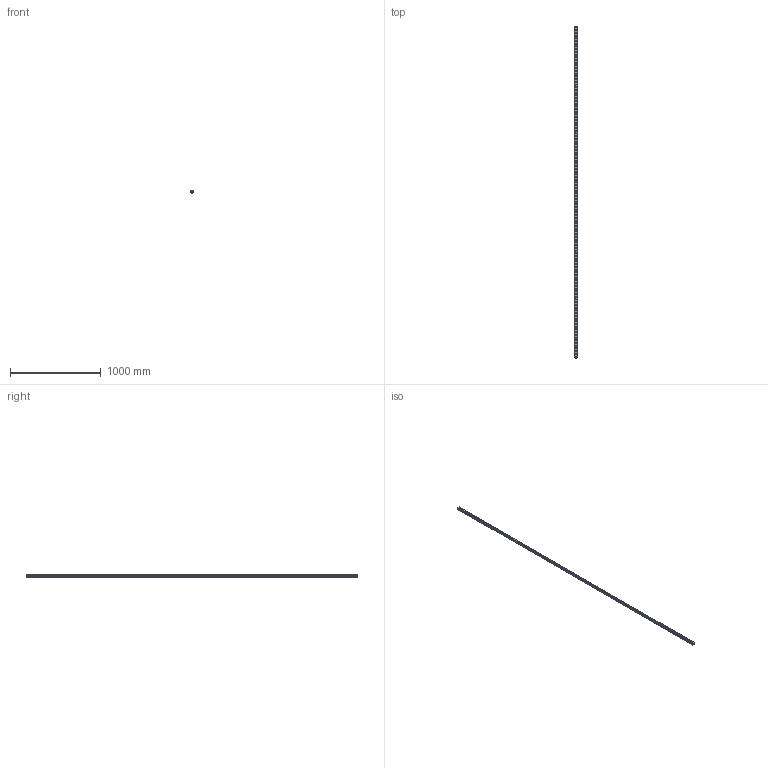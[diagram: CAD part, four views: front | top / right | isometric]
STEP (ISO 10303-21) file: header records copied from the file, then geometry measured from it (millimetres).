
FILE_DESCRIPTION(('STEP AP214'),'1');
FILE_NAME('cctmp_1D71CB70-482F-48C1-99F5-4C7D402BFA49_2021_03_11_08_47_53_0239..stp','2021-03-11T07:47:54',('HIWIN GmbH'),('CADClick - www.CADClick.com'),'Spatial InterOp 3D',' ','unknown authorization');
FILE_SCHEMA(('AUTOMOTIVE_DESIGN'));
Length unit declared in the file: millimetre
Products named in the file (1): RGR25R3660H_FILE
Bounding box: 23 x 3660 x 23.6 mm (x, y, z)
Volume: 1467726.4 mm3; surface area: 453978.7 mm2
Topology: 1 solids, 1 shells, 1215 faces, 2529 edges, 1686 vertices
Faces by surface type: cylinder 750, plane 465
Entity records: 42787 total; most frequent: DIRECTION 6461, CARTESIAN_POINT 5431, ORIENTED_EDGE 5058, AXIS2_PLACEMENT_3D 2716, EDGE_CURVE 2529, VERTEX_POINT 1686, EDGE_LOOP 1585, CIRCLE 1500
